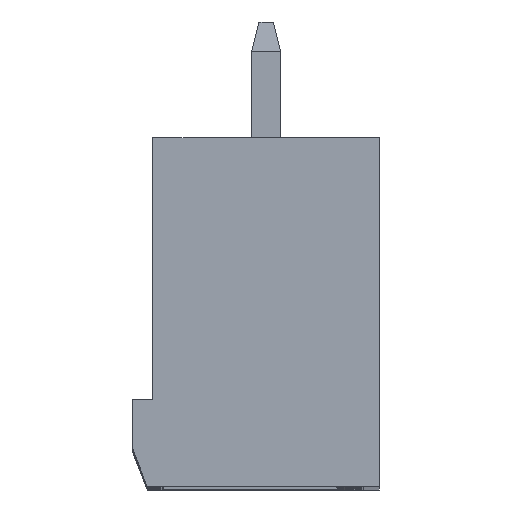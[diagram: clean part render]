
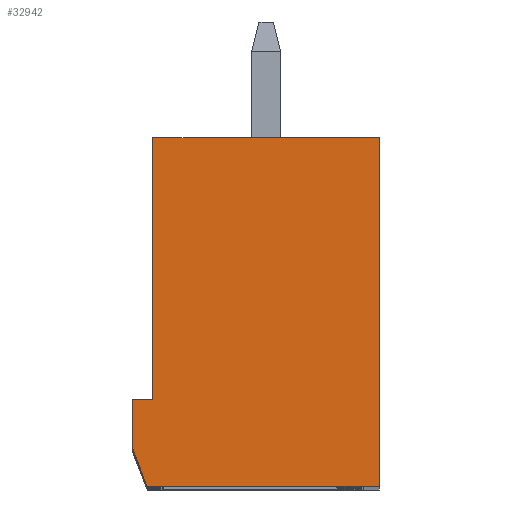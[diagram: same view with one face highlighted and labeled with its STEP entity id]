
A CAD part, top view. The second image highlights one B-rep face of the part: STEP entity #32942.
In plain terms, the highlighted planar face has unit normal (0, 0, 1).
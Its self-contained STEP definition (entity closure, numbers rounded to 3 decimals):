
#28=DIRECTION('',(0.,-1.,0.));
#29=VECTOR('',#28,1.7);
#30=CARTESIAN_POINT('',(-4.6,3.,71.82));
#31=LINE('',#30,#29);
#84=DIRECTION('',(-1.,0.,0.));
#85=VECTOR('',#84,0.7);
#86=CARTESIAN_POINT('',(-3.9,3.,71.82));
#87=LINE('',#86,#85);
#96=DIRECTION('',(0.,-1.,0.));
#97=VECTOR('',#96,9.);
#98=CARTESIAN_POINT('',(-3.9,12.,71.82));
#99=LINE('',#98,#97);
#112=DIRECTION('',(-1.,0.,0.));
#113=VECTOR('',#112,7.8);
#114=CARTESIAN_POINT('',(3.9,12.,71.82));
#115=LINE('',#114,#113);
#176=DIRECTION('',(0.,1.,0.));
#177=VECTOR('',#176,12.);
#178=CARTESIAN_POINT('',(3.9,0.,71.82));
#179=LINE('',#178,#177);
#421=DIRECTION('',(1.,0.,0.));
#422=VECTOR('',#421,8.);
#423=CARTESIAN_POINT('',(-4.1,0.,71.82));
#424=LINE('',#423,#422);
#11407=DIRECTION('',(-0.359,0.933,0.));
#11408=VECTOR('',#11407,1.393);
#11409=CARTESIAN_POINT('',(-4.1,0.,71.82));
#11410=LINE('',#11409,#11408);
#13618=CARTESIAN_POINT('',(-4.1,0.,71.82));
#13619=VERTEX_POINT('',#13618);
#13620=CARTESIAN_POINT('',(3.9,0.,71.82));
#13621=VERTEX_POINT('',#13620);
#13622=CARTESIAN_POINT('',(-4.6,1.3,71.82));
#13623=VERTEX_POINT('',#13622);
#13624=CARTESIAN_POINT('',(3.9,12.,71.82));
#13625=VERTEX_POINT('',#13624);
#13626=CARTESIAN_POINT('',(-3.9,12.,71.82));
#13627=VERTEX_POINT('',#13626);
#13628=CARTESIAN_POINT('',(-4.6,3.,71.82));
#13629=VERTEX_POINT('',#13628);
#13630=CARTESIAN_POINT('',(-3.9,3.,71.82));
#13631=VERTEX_POINT('',#13630);
#32928=CARTESIAN_POINT('',(0.,0.,71.82));
#32929=DIRECTION('',(0.,0.,-1.));
#32930=DIRECTION('',(-1.,0.,0.));
#32931=AXIS2_PLACEMENT_3D('',#32928,#32929,#32930);
#32932=PLANE('',#32931);
#32933=ORIENTED_EDGE('',*,*,#16832,.F.);
#32934=ORIENTED_EDGE('',*,*,#32921,.T.);
#32935=ORIENTED_EDGE('',*,*,#16481,.F.);
#32936=ORIENTED_EDGE('',*,*,#16552,.F.);
#32937=ORIENTED_EDGE('',*,*,#16567,.F.);
#32938=ORIENTED_EDGE('',*,*,#16590,.F.);
#32939=ORIENTED_EDGE('',*,*,#16709,.F.);
#32940=EDGE_LOOP('',(#32933,#32934,#32935,#32936,#32937,#32938,#32939));
#32941=FACE_OUTER_BOUND('',#32940,.F.);
#32942=ADVANCED_FACE('',(#32941),#32932,.F.);
#16481=EDGE_CURVE('',#13629,#13623,#31,.T.);
#16552=EDGE_CURVE('',#13631,#13629,#87,.T.);
#16567=EDGE_CURVE('',#13627,#13631,#99,.T.);
#16590=EDGE_CURVE('',#13625,#13627,#115,.T.);
#16709=EDGE_CURVE('',#13621,#13625,#179,.T.);
#16832=EDGE_CURVE('',#13619,#13621,#424,.T.);
#32921=EDGE_CURVE('',#13619,#13623,#11410,.T.);
